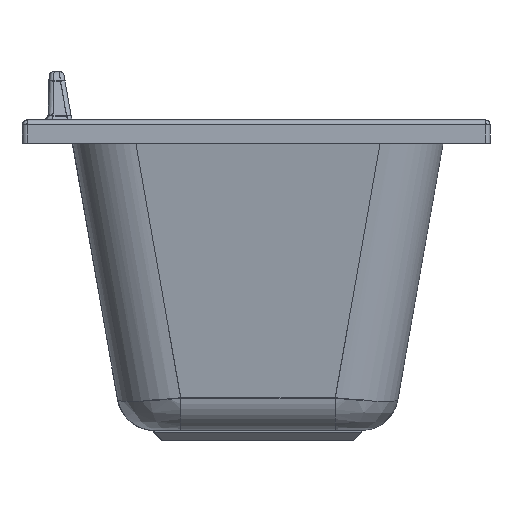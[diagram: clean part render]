
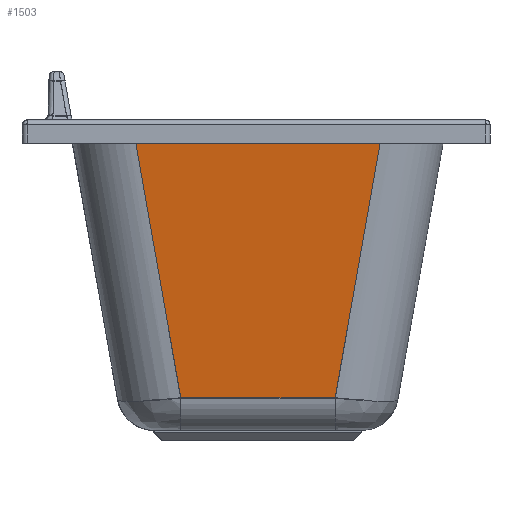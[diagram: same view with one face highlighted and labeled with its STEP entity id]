
A CAD part, front view. The second image highlights one B-rep face of the part: STEP entity #1503.
In plain terms, the highlighted face is planar.
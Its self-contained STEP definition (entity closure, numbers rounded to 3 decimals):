
#1276=CARTESIAN_POINT('',(734.958,190.412,473.244));
#1277=VERTEX_POINT('',#1276);
#1278=CARTESIAN_POINT('',(684.623,118.127,63.297));
#1279=VERTEX_POINT('',#1278);
#1280=CARTESIAN_POINT('',(734.958,190.412,473.244));
#1281=DIRECTION('',(-0.12,-0.172,-0.978));
#1282=VECTOR('',#1281,419.303);
#1283=LINE('',#1280,#1282);
#1284=EDGE_CURVE('',#1277,#1279,#1283,.T.);
#1473=CARTESIAN_POINT('',(735.713,0.0,479.391));
#1474=DIRECTION('',(-0.993,0.0,0.122));
#1475=DIRECTION('',(0.122,0.0,0.993));
#1476=AXIS2_PLACEMENT_3D('',#1473,#1474,#1475);
#1477=PLANE('',#1476);
#1478=CARTESIAN_POINT('',(734.958,-185.412,473.244));
#1479=VERTEX_POINT('',#1478);
#1480=CARTESIAN_POINT('',(684.623,-113.127,63.297));
#1481=VERTEX_POINT('',#1480);
#1482=CARTESIAN_POINT('',(734.958,-185.412,473.244));
#1483=DIRECTION('',(-0.12,0.172,-0.978));
#1484=VECTOR('',#1483,419.303);
#1485=LINE('',#1482,#1484);
#1486=EDGE_CURVE('',#1479,#1481,#1485,.T.);
#1487=ORIENTED_EDGE('',*,*,#1486,.T.);
#1488=CARTESIAN_POINT('',(684.623,-113.127,63.297));
#1489=DIRECTION('',(0.0,1.0,0.0));
#1490=VECTOR('',#1489,231.254);
#1491=LINE('',#1488,#1490);
#1492=EDGE_CURVE('',#1481,#1279,#1491,.T.);
#1493=ORIENTED_EDGE('',*,*,#1492,.T.);
#1494=ORIENTED_EDGE('',*,*,#1284,.F.);
#1495=CARTESIAN_POINT('',(734.958,-185.412,473.244));
#1496=DIRECTION('',(0.0,1.0,0.0));
#1497=VECTOR('',#1496,375.823);
#1498=LINE('',#1495,#1497);
#1499=EDGE_CURVE('',#1277,#1479,#1498,.F.);
#1500=ORIENTED_EDGE('',*,*,#1499,.T.);
#1501=EDGE_LOOP('',(#1487,#1493,#1494,#1500));
#1502=FACE_OUTER_BOUND('',#1501,.T.);
#1503=ADVANCED_FACE('',(#1502),#1477,.F.);
